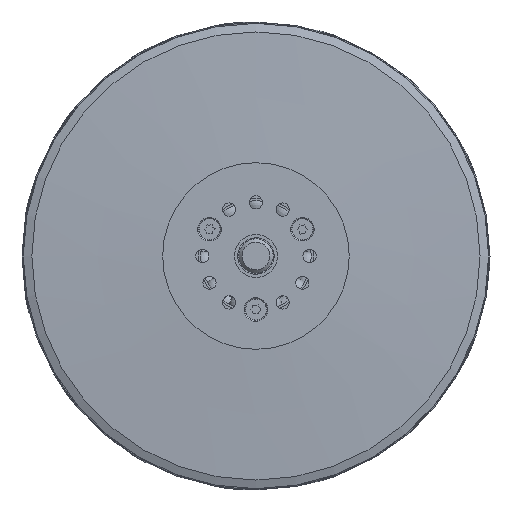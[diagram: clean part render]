
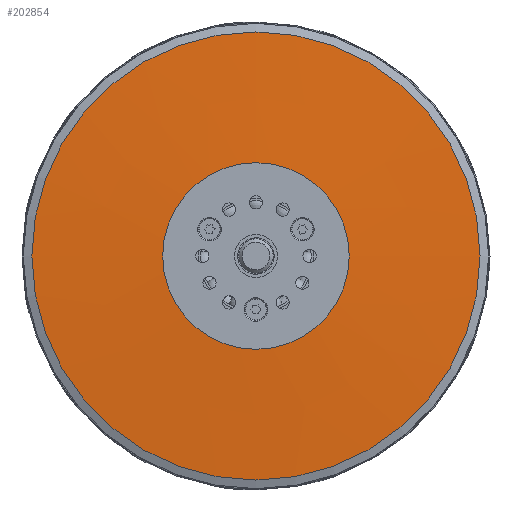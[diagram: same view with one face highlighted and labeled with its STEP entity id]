
A CAD part, left-side view. The second image highlights one B-rep face of the part: STEP entity #202854.
In plain terms, the highlighted conical face has half-angle 87.184 degrees and reference radius 43.5 mm.
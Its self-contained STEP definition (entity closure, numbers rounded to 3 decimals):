
#181333 = CONICAL_SURFACE('',#181334,104.5,1.212);
#181334 = AXIS2_PLACEMENT_3D('',#181335,#181336,#181337);
#181335 = CARTESIAN_POINT('',(-30.,0.,0.)
  );
#181336 = DIRECTION('',(1.,0.,0.));
#181337 = DIRECTION('',(0.,0.,1.));
#193141 = EDGE_CURVE('',#193142,#193142,#193144,.T.);
#193142 = VERTEX_POINT('',#193143);
#193143 = CARTESIAN_POINT('',(-30.,0.,104.5
    ));
#193144 = SURFACE_CURVE('',#193145,(#193150,#193157),.PCURVE_S1.);
#193145 = CIRCLE('',#193146,104.5);
#193146 = AXIS2_PLACEMENT_3D('',#193147,#193148,#193149);
#193147 = CARTESIAN_POINT('',(-30.,0.,0.)
  );
#193148 = DIRECTION('',(1.,0.,0.));
#193149 = DIRECTION('',(0.,0.,1.));
#193150 = PCURVE('',#181333,#193151);
#193151 = DEFINITIONAL_REPRESENTATION('',(#193152),#193156);
#193152 = LINE('',#193153,#193154);
#193153 = CARTESIAN_POINT('',(0.,0.));
#193154 = VECTOR('',#193155,1.);
#193155 = DIRECTION('',(1.,0.));
#193156 = ( GEOMETRIC_REPRESENTATION_CONTEXT(2) 
PARAMETRIC_REPRESENTATION_CONTEXT() REPRESENTATION_CONTEXT('2D SPACE',''
  ) );
#193157 = PCURVE('',#193158,#193163);
#193158 = CONICAL_SURFACE('',#193159,43.5,1.522);
#193159 = AXIS2_PLACEMENT_3D('',#193160,#193161,#193162);
#193160 = CARTESIAN_POINT('',(-33.,0.,0.)
  );
#193161 = DIRECTION('',(1.,0.,0.));
#193162 = DIRECTION('',(0.,0.,1.));
#193163 = DEFINITIONAL_REPRESENTATION('',(#193164),#193168);
#193164 = LINE('',#193165,#193166);
#193165 = CARTESIAN_POINT('',(0.,3.));
#193166 = VECTOR('',#193167,1.);
#193167 = DIRECTION('',(1.,0.));
#193168 = ( GEOMETRIC_REPRESENTATION_CONTEXT(2) 
PARAMETRIC_REPRESENTATION_CONTEXT() REPRESENTATION_CONTEXT('2D SPACE',''
  ) );
#202854 = ADVANCED_FACE('',(#202855),#193158,.T.);
#202855 = FACE_BOUND('',#202856,.T.);
#202856 = EDGE_LOOP('',(#202857,#202886,#202907,#202908));
#202857 = ORIENTED_EDGE('',*,*,#202858,.T.);
#202858 = EDGE_CURVE('',#202859,#202859,#202861,.T.);
#202859 = VERTEX_POINT('',#202860);
#202860 = CARTESIAN_POINT('',(-33.,0.,
    43.5));
#202861 = SURFACE_CURVE('',#202862,(#202867,#202874),.PCURVE_S1.);
#202862 = CIRCLE('',#202863,43.5);
#202863 = AXIS2_PLACEMENT_3D('',#202864,#202865,#202866);
#202864 = CARTESIAN_POINT('',(-33.,0.,0.)
  );
#202865 = DIRECTION('',(1.,0.,0.));
#202866 = DIRECTION('',(0.,0.,1.));
#202867 = PCURVE('',#193158,#202868);
#202868 = DEFINITIONAL_REPRESENTATION('',(#202869),#202873);
#202869 = LINE('',#202870,#202871);
#202870 = CARTESIAN_POINT('',(0.,0.));
#202871 = VECTOR('',#202872,1.);
#202872 = DIRECTION('',(1.,0.));
#202873 = ( GEOMETRIC_REPRESENTATION_CONTEXT(2) 
PARAMETRIC_REPRESENTATION_CONTEXT() REPRESENTATION_CONTEXT('2D SPACE',''
  ) );
#202874 = PCURVE('',#202875,#202880);
#202875 = PLANE('',#202876);
#202876 = AXIS2_PLACEMENT_3D('',#202877,#202878,#202879);
#202877 = CARTESIAN_POINT('',(-33.,0.,0.)
  );
#202878 = DIRECTION('',(1.,0.,0.));
#202879 = DIRECTION('',(0.,0.,1.));
#202880 = DEFINITIONAL_REPRESENTATION('',(#202881),#202885);
#202881 = CIRCLE('',#202882,43.5);
#202882 = AXIS2_PLACEMENT_2D('',#202883,#202884);
#202883 = CARTESIAN_POINT('',(0.,0.));
#202884 = DIRECTION('',(1.,-0.));
#202885 = ( GEOMETRIC_REPRESENTATION_CONTEXT(2) 
PARAMETRIC_REPRESENTATION_CONTEXT() REPRESENTATION_CONTEXT('2D SPACE',''
  ) );
#202886 = ORIENTED_EDGE('',*,*,#202887,.T.);
#202887 = EDGE_CURVE('',#202859,#193142,#202888,.T.);
#202888 = SEAM_CURVE('',#202889,(#202893,#202900),.PCURVE_S1.);
#202889 = LINE('',#202890,#202891);
#202890 = CARTESIAN_POINT('',(-33.,0.,
    43.5));
#202891 = VECTOR('',#202892,1.);
#202892 = DIRECTION('',(0.049,0.,0.999));
#202893 = PCURVE('',#193158,#202894);
#202894 = DEFINITIONAL_REPRESENTATION('',(#202895),#202899);
#202895 = LINE('',#202896,#202897);
#202896 = CARTESIAN_POINT('',(0.,0.));
#202897 = VECTOR('',#202898,1.);
#202898 = DIRECTION('',(0.,1.));
#202899 = ( GEOMETRIC_REPRESENTATION_CONTEXT(2) 
PARAMETRIC_REPRESENTATION_CONTEXT() REPRESENTATION_CONTEXT('2D SPACE',''
  ) );
#202900 = PCURVE('',#193158,#202901);
#202901 = DEFINITIONAL_REPRESENTATION('',(#202902),#202906);
#202902 = LINE('',#202903,#202904);
#202903 = CARTESIAN_POINT('',(6.283,0.));
#202904 = VECTOR('',#202905,1.);
#202905 = DIRECTION('',(0.,1.));
#202906 = ( GEOMETRIC_REPRESENTATION_CONTEXT(2) 
PARAMETRIC_REPRESENTATION_CONTEXT() REPRESENTATION_CONTEXT('2D SPACE',''
  ) );
#202907 = ORIENTED_EDGE('',*,*,#193141,.F.);
#202908 = ORIENTED_EDGE('',*,*,#202887,.F.);
